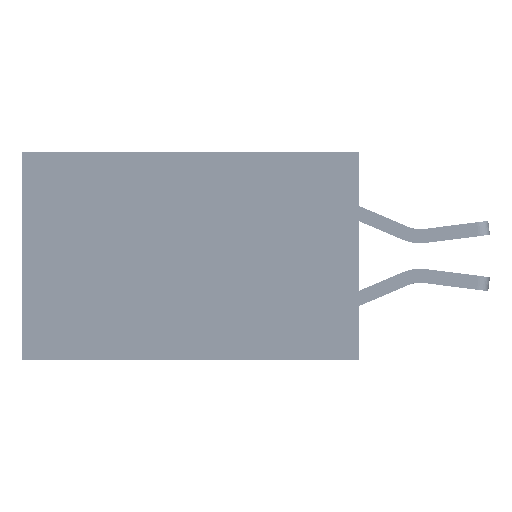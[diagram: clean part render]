
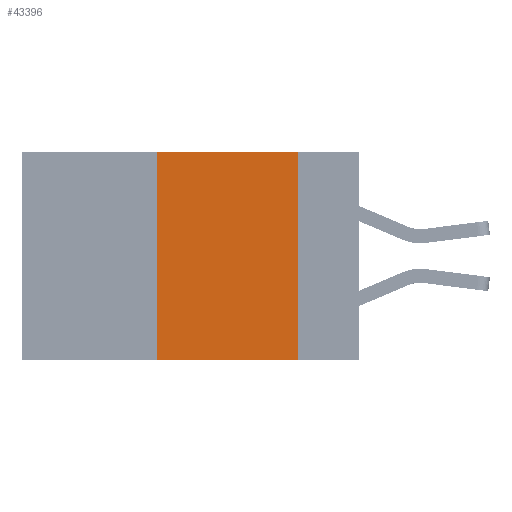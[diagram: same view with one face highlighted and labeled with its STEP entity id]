
A CAD part, left-side view. The second image highlights one B-rep face of the part: STEP entity #43396.
In plain terms, the highlighted planar face has unit normal (-1, 0, 0).
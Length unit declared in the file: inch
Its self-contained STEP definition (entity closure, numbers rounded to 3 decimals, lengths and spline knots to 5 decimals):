
#1940 = ORIENTED_EDGE ( 'NONE', *, *, #12385, .F. ) ;
#2224 = DIRECTION ( 'NONE',  ( 0., 0., 1. ) ) ;
#2266 = VERTEX_POINT ( 'NONE', #15069 ) ;
#4225 = CARTESIAN_POINT ( 'NONE',  ( 0., 0.6, -0.37 ) ) ;
#5123 = ORIENTED_EDGE ( 'NONE', *, *, #21379, .F. ) ;
#10789 = DIRECTION ( 'NONE',  ( 0., -1., 0. ) ) ;
#12007 = PLANE ( 'NONE',  #35278 ) ;
#12153 = CARTESIAN_POINT ( 'NONE',  ( 0., 0.6, 0. ) ) ;
#12385 = EDGE_CURVE ( 'NONE', #27815, #38375, #36474, .T. ) ;
#15069 = CARTESIAN_POINT ( 'NONE',  ( 0., 0.36, 0. ) ) ;
#16434 = DIRECTION ( 'NONE',  ( 0., 0., -1. ) ) ;
#18168 = ORIENTED_EDGE ( 'NONE', *, *, #41005, .F. ) ;
#18261 = CARTESIAN_POINT ( 'NONE',  ( 0., 0.36, -0.37 ) ) ;
#18333 = CARTESIAN_POINT ( 'NONE',  ( 0., 0.11, -0.37 ) ) ;
#18428 = VERTEX_POINT ( 'NONE', #18261 ) ;
#19159 = LINE ( 'NONE', #41001, #39803 ) ;
#19919 = ORIENTED_EDGE ( 'NONE', *, *, #37109, .T. ) ;
#21379 = EDGE_CURVE ( 'NONE', #18428, #2266, #34493, .T. ) ;
#24422 = CARTESIAN_POINT ( 'NONE',  ( 0., 0.36, 0. ) ) ;
#27455 = VECTOR ( 'NONE', #16434, 39.37008 ) ;
#27815 = VERTEX_POINT ( 'NONE', #41259 ) ;
#29144 = VECTOR ( 'NONE', #2224, 39.37008 ) ;
#32140 = EDGE_LOOP ( 'NONE', ( #1940, #18168, #5123, #19919 ) ) ;
#32464 = DIRECTION ( 'NONE',  ( 1., 0., 0. ) ) ;
#34493 = LINE ( 'NONE', #24422, #29144 ) ;
#35278 = AXIS2_PLACEMENT_3D ( 'NONE', #12153, #32464, #36153 ) ;
#35544 = LINE ( 'NONE', #4225, #36053 ) ;
#36053 = VECTOR ( 'NONE', #41556, 39.37008 ) ;
#36153 = DIRECTION ( 'NONE',  ( 0., 0., -1. ) ) ;
#36474 = LINE ( 'NONE', #36853, #27455 ) ;
#36853 = CARTESIAN_POINT ( 'NONE',  ( 0., 0.11, 0. ) ) ;
#37109 = EDGE_CURVE ( 'NONE', #18428, #38375, #35544, .T. ) ;
#38375 = VERTEX_POINT ( 'NONE', #18333 ) ;
#39803 = VECTOR ( 'NONE', #10789, 39.37008 ) ;
#41001 = CARTESIAN_POINT ( 'NONE',  ( 0., 0.6, 0. ) ) ;
#41005 = EDGE_CURVE ( 'NONE', #2266, #27815, #19159, .T. ) ;
#41259 = CARTESIAN_POINT ( 'NONE',  ( 0., 0.11, 0. ) ) ;
#41556 = DIRECTION ( 'NONE',  ( 0., -1., 0. ) ) ;
#42219 = FACE_OUTER_BOUND ( 'NONE', #32140, .T. ) ;
#43396 = ADVANCED_FACE ( 'NONE', ( #42219 ), #12007, .F. ) ;
